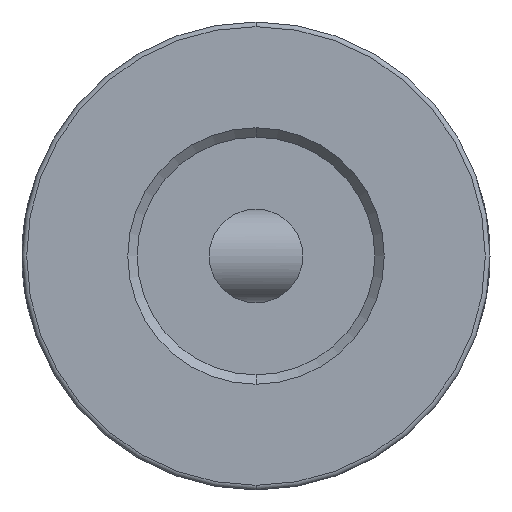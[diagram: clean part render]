
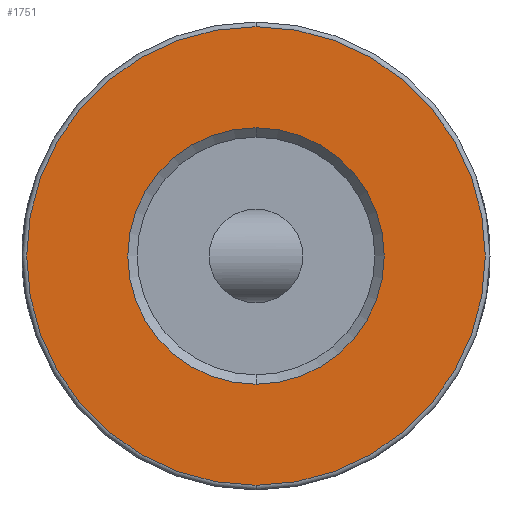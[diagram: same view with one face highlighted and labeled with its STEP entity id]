
A CAD part, front view. The second image highlights one B-rep face of the part: STEP entity #1751.
In plain terms, the highlighted planar face has unit normal (0, -1, 0).
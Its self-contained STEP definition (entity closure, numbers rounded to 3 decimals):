
#43 = EDGE_LOOP ( 'NONE', ( #511, #2523 ) ) ;
#81 = DIRECTION ( 'NONE',  ( 0., 0., 1. ) ) ;
#106 = CIRCLE ( 'NONE', #3114, 12.25 ) ;
#174 = CARTESIAN_POINT ( 'NONE',  ( -22.505, -23.602, 50. ) ) ;
#201 = CIRCLE ( 'NONE', #2827, 12.25 ) ;
#265 = ORIENTED_EDGE ( 'NONE', *, *, #1579, .T. ) ;
#401 = DIRECTION ( 'NONE',  ( 0., 0., 1. ) ) ;
#417 = CARTESIAN_POINT ( 'NONE',  ( -22.505, -23.602, 50. ) ) ;
#468 = DIRECTION ( 'NONE',  ( 0., -1., 0. ) ) ;
#484 = AXIS2_PLACEMENT_3D ( 'NONE', #1403, #1946, #81 ) ;
#493 = EDGE_LOOP ( 'NONE', ( #529, #265 ) ) ;
#511 = ORIENTED_EDGE ( 'NONE', *, *, #1167, .T. ) ;
#529 = ORIENTED_EDGE ( 'NONE', *, *, #3297, .T. ) ;
#604 = CARTESIAN_POINT ( 'NONE',  ( -22.505, -23.602, 50. ) ) ;
#641 = DIRECTION ( 'NONE',  ( 0., 1., 0. ) ) ;
#656 = CIRCLE ( 'NONE', #484, 6.85 ) ;
#664 = PLANE ( 'NONE',  #1597 ) ;
#1070 = VERTEX_POINT ( 'NONE', #1763 ) ;
#1093 = AXIS2_PLACEMENT_3D ( 'NONE', #417, #641, #401 ) ;
#1167 = EDGE_CURVE ( 'NONE', #3256, #3329, #656, .T. ) ;
#1403 = CARTESIAN_POINT ( 'NONE',  ( -22.505, -23.602, 50. ) ) ;
#1404 = CARTESIAN_POINT ( 'NONE',  ( -22.505, -23.602, 43.15 ) ) ;
#1449 = FACE_BOUND ( 'NONE', #43, .T. ) ;
#1579 = EDGE_CURVE ( 'NONE', #2538, #1070, #106, .T. ) ;
#1597 = AXIS2_PLACEMENT_3D ( 'NONE', #174, #2780, #1773 ) ;
#1663 = DIRECTION ( 'NONE',  ( 0., -1., 0. ) ) ;
#1751 = ADVANCED_FACE ( 'NONE', ( #3370, #1449 ), #664, .F. ) ;
#1763 = CARTESIAN_POINT ( 'NONE',  ( -22.505, -23.602, 62.25 ) ) ;
#1773 = DIRECTION ( 'NONE',  ( 0., 0., 1. ) ) ;
#1946 = DIRECTION ( 'NONE',  ( 0., 1., 0. ) ) ;
#2144 = CARTESIAN_POINT ( 'NONE',  ( -22.505, -23.602, 50. ) ) ;
#2235 = EDGE_CURVE ( 'NONE', #3329, #3256, #2378, .T. ) ;
#2378 = CIRCLE ( 'NONE', #1093, 6.85 ) ;
#2523 = ORIENTED_EDGE ( 'NONE', *, *, #2235, .T. ) ;
#2538 = VERTEX_POINT ( 'NONE', #3219 ) ;
#2615 = DIRECTION ( 'NONE',  ( 0., 0., 1. ) ) ;
#2732 = DIRECTION ( 'NONE',  ( 0., 0., 1. ) ) ;
#2780 = DIRECTION ( 'NONE',  ( 0., 1., 0. ) ) ;
#2827 = AXIS2_PLACEMENT_3D ( 'NONE', #604, #1663, #2732 ) ;
#3114 = AXIS2_PLACEMENT_3D ( 'NONE', #2144, #468, #2615 ) ;
#3219 = CARTESIAN_POINT ( 'NONE',  ( -22.505, -23.602, 37.75 ) ) ;
#3256 = VERTEX_POINT ( 'NONE', #1404 ) ;
#3297 = EDGE_CURVE ( 'NONE', #1070, #2538, #201, .T. ) ;
#3329 = VERTEX_POINT ( 'NONE', #3365 ) ;
#3365 = CARTESIAN_POINT ( 'NONE',  ( -22.505, -23.602, 56.85 ) ) ;
#3370 = FACE_OUTER_BOUND ( 'NONE', #493, .T. ) ;
